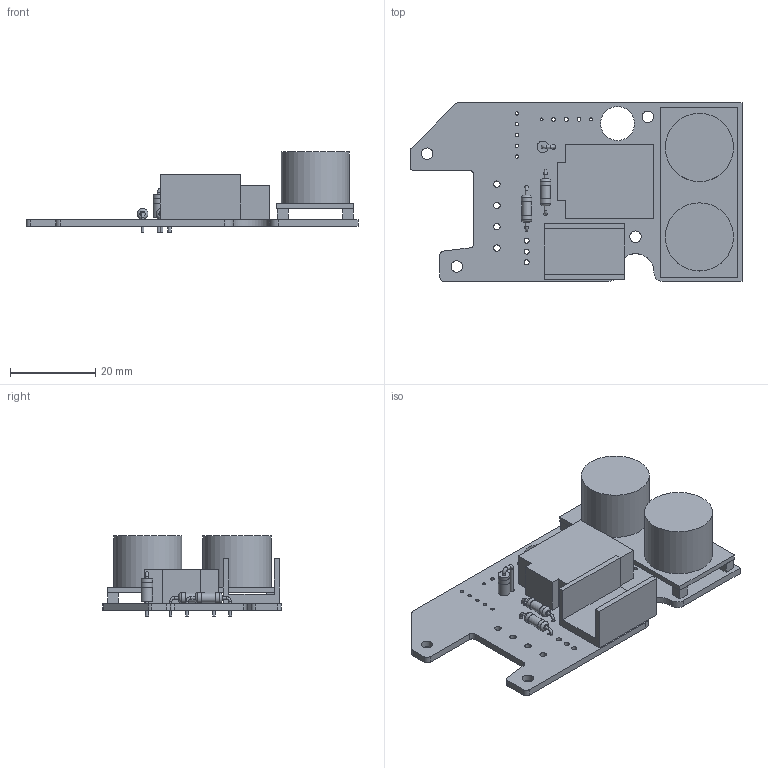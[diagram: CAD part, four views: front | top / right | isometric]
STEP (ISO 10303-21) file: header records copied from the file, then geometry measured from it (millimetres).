
FILE_DESCRIPTION(('KiCad electronic assembly'),'2;1');
FILE_NAME('cablight-project v2.step','2025-07-20T17:16:30',('Pcbnew'),( 'Kicad'),'Open CASCADE STEP processor 7.8','KiCad to STEP converter' ,'Unknown');
FILE_SCHEMA(('AUTOMOTIVE_DESIGN { 1 0 10303 214 1 1 1 1 }'));
Length unit declared in the file: millimetre
Products named in the file (7): cablight-project v2 1; R_Axial_DIN0207_L6.3mm_D2.5mm_P10.16mm_Horizontal; QTPy; RCWL-1601; D_DO-41_SOD81_P2.54mm_Vertical_KathodeUp; TO-22-Heatsink; cablight-project_PCB
Assembly tree (7 placements, depth 2):
  cablight-project v2 1
    R_Axial_DIN0207_L6.3mm_D2.5mm_P10.16mm_Horizontal  x2
    QTPy
    RCWL-1601
    D_DO-41_SOD81_P2.54mm_Vertical_KathodeUp
    TO-22-Heatsink
    cablight-project_PCB
Bounding box: 78 x 42 x 18.8 mm (x, y, z)
Volume: 14248.6 mm3; surface area: 12057.4 mm2
Topology: 7 solids, 7 shells, 173 faces, 407 edges, 266 vertices
Faces by surface type: cylinder 83, plane 80, torus 10
Full cylindrical faces by diameter (mm): 0.6 x8, 0.7 x2, 0.8 x21, 0.9 x3, 1 x14, 1.1 x2, 1.2 x3, 1.5 x4, 2.25 x2, 2.5 x4, 2.7 x6, 2.72 x1, 8 x1, 16 x2
Entity records: 5202 total; most frequent: DIRECTION 866, CARTESIAN_POINT 796, ORIENTED_EDGE 760, EDGE_CURVE 380, AXIS2_PLACEMENT_3D 324, FACE_BOUND 270, EDGE_LOOP 270, VERTEX_POINT 250
